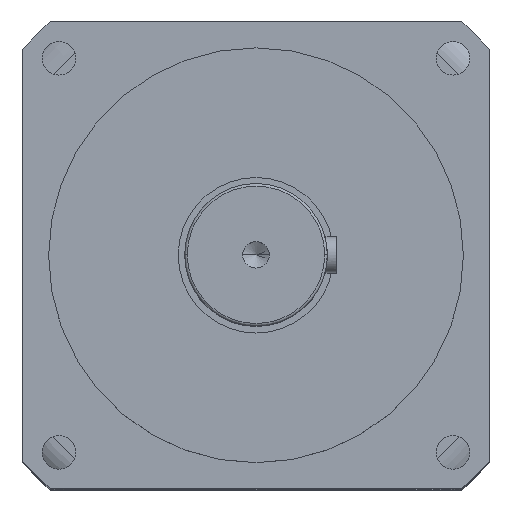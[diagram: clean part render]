
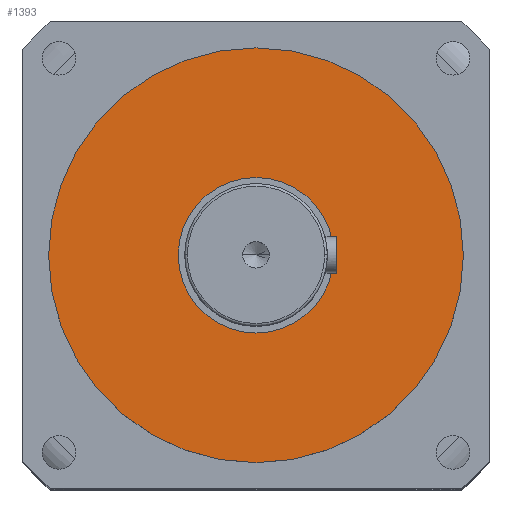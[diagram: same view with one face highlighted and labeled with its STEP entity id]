
A CAD part, top view. The second image highlights one B-rep face of the part: STEP entity #1393.
In plain terms, the highlighted planar face has unit normal (0, 0, 1).
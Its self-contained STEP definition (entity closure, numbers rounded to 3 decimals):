
#284 = ORIENTED_EDGE ( 'NONE', *, *, #7072, .F. ) ;
#352 = DIRECTION ( 'NONE',  ( 0., 0., 1. ) ) ;
#618 = DIRECTION ( 'NONE',  ( 0., 0., 1. ) ) ;
#644 = AXIS2_PLACEMENT_3D ( 'NONE', #5113, #618, #5885 ) ;
#764 = DIRECTION ( 'NONE',  ( 1., 0., 0. ) ) ;
#928 = DIRECTION ( 'NONE',  ( 0., 0., 1. ) ) ;
#1140 = CARTESIAN_POINT ( 'NONE',  ( 0., 0., -97. ) ) ;
#1192 = VERTEX_POINT ( 'NONE', #6750 ) ;
#1393 = ADVANCED_FACE ( 'NONE', ( #3448, #7872 ), #3920, .F. ) ;
#1395 = ORIENTED_EDGE ( 'NONE', *, *, #5217, .T. ) ;
#2973 = ORIENTED_EDGE ( 'NONE', *, *, #8116, .T. ) ;
#3415 = VERTEX_POINT ( 'NONE', #9172 ) ;
#3448 = FACE_BOUND ( 'NONE', #4800, .T. ) ;
#3910 = CARTESIAN_POINT ( 'NONE',  ( 0., 0., -97. ) ) ;
#3920 = PLANE ( 'NONE',  #5502 ) ;
#3976 = DIRECTION ( 'NONE',  ( -1., 0., 0. ) ) ;
#4006 = DIRECTION ( 'NONE',  ( 0., 0., -1. ) ) ;
#4193 = CARTESIAN_POINT ( 'NONE',  ( -80., 0., -97. ) ) ;
#4377 = EDGE_LOOP ( 'NONE', ( #1395, #2973 ) ) ;
#4458 = AXIS2_PLACEMENT_3D ( 'NONE', #5358, #5329, #5303 ) ;
#4520 = CIRCLE ( 'NONE', #4824, 30. ) ;
#4566 = DIRECTION ( 'NONE',  ( 1., 0., 0. ) ) ;
#4800 = EDGE_LOOP ( 'NONE', ( #5876, #284 ) ) ;
#4824 = AXIS2_PLACEMENT_3D ( 'NONE', #8367, #352, #4566 ) ;
#4871 = AXIS2_PLACEMENT_3D ( 'NONE', #1140, #928, #764 ) ;
#5113 = CARTESIAN_POINT ( 'NONE',  ( 0., 0., -97. ) ) ;
#5217 = EDGE_CURVE ( 'NONE', #7007, #8523, #7990, .T. ) ;
#5303 = DIRECTION ( 'NONE',  ( 1., 0., 0. ) ) ;
#5329 = DIRECTION ( 'NONE',  ( 0., 0., 1. ) ) ;
#5358 = CARTESIAN_POINT ( 'NONE',  ( 0., 0., -97. ) ) ;
#5502 = AXIS2_PLACEMENT_3D ( 'NONE', #3910, #4006, #3976 ) ;
#5642 = CIRCLE ( 'NONE', #644, 80. ) ;
#5876 = ORIENTED_EDGE ( 'NONE', *, *, #6733, .F. ) ;
#5885 = DIRECTION ( 'NONE',  ( 1., 0., 0. ) ) ;
#6558 = CARTESIAN_POINT ( 'NONE',  ( 80., 0., -97. ) ) ;
#6733 = EDGE_CURVE ( 'NONE', #1192, #3415, #4520, .T. ) ;
#6750 = CARTESIAN_POINT ( 'NONE',  ( 30., 0., -97. ) ) ;
#7007 = VERTEX_POINT ( 'NONE', #6558 ) ;
#7072 = EDGE_CURVE ( 'NONE', #3415, #1192, #8343, .T. ) ;
#7872 = FACE_OUTER_BOUND ( 'NONE', #4377, .T. ) ;
#7990 = CIRCLE ( 'NONE', #4871, 80. ) ;
#8116 = EDGE_CURVE ( 'NONE', #8523, #7007, #5642, .T. ) ;
#8343 = CIRCLE ( 'NONE', #4458, 30. ) ;
#8367 = CARTESIAN_POINT ( 'NONE',  ( 0., 0., -97. ) ) ;
#8523 = VERTEX_POINT ( 'NONE', #4193 ) ;
#9172 = CARTESIAN_POINT ( 'NONE',  ( -30., 0., -97. ) ) ;
